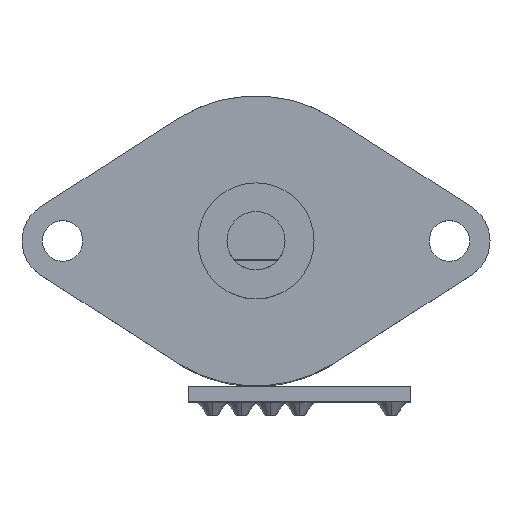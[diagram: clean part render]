
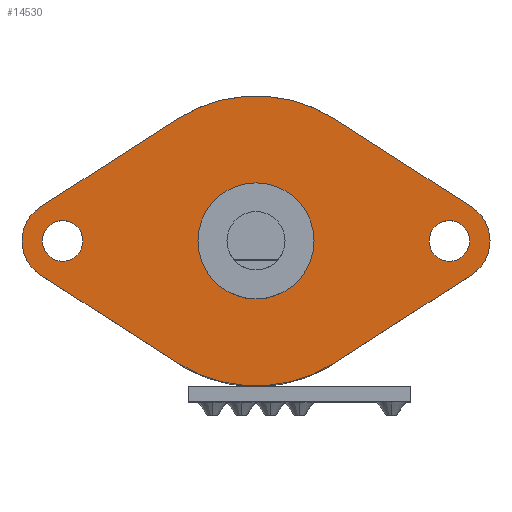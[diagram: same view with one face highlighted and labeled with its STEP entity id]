
A CAD part, top view. The second image highlights one B-rep face of the part: STEP entity #14530.
In plain terms, the highlighted planar face has unit normal (0, 0, 1).
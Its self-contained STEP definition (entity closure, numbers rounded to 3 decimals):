
#13 = CARTESIAN_POINT ( 'NONE',  ( 10., 0., 24. ) ) ;
#193 = EDGE_CURVE ( 'NONE', #14858, #7622, #6451, .T. ) ;
#198 = ORIENTED_EDGE ( 'NONE', *, *, #10933, .F. ) ;
#260 = CARTESIAN_POINT ( 'NONE',  ( -11.05, 0., 24. ) ) ;
#275 = EDGE_CURVE ( 'NONE', #504, #14858, #7650, .T. ) ;
#318 = CARTESIAN_POINT ( 'NONE',  ( 10., 0., 24. ) ) ;
#504 = VERTEX_POINT ( 'NONE', #10676 ) ;
#618 = DIRECTION ( 'NONE',  ( 1., 0., 0. ) ) ;
#745 = FACE_BOUND ( 'NONE', #13768, .T. ) ;
#877 = DIRECTION ( 'NONE',  ( 0., 0., 1. ) ) ;
#945 = DIRECTION ( 'NONE',  ( -1., 0., 0. ) ) ;
#997 = AXIS2_PLACEMENT_3D ( 'NONE', #12027, #13267, #945 ) ;
#1099 = DIRECTION ( 'NONE',  ( 0., 0., 1. ) ) ;
#1376 = VERTEX_POINT ( 'NONE', #7808 ) ;
#1570 = VERTEX_POINT ( 'NONE', #14675 ) ;
#1583 = DIRECTION ( 'NONE',  ( 0.842, -0.54, 0. ) ) ;
#1623 = CARTESIAN_POINT ( 'NONE',  ( -4.05, 6.312, 24. ) ) ;
#1699 = EDGE_LOOP ( 'NONE', ( #198, #13977 ) ) ;
#1906 = PLANE ( 'NONE',  #3770 ) ;
#1912 = EDGE_CURVE ( 'NONE', #7622, #1570, #8816, .T. ) ;
#1913 = ORIENTED_EDGE ( 'NONE', *, *, #12691, .F. ) ;
#1946 = DIRECTION ( 'NONE',  ( 0., 0., 1. ) ) ;
#1980 = CARTESIAN_POINT ( 'NONE',  ( -11.134, 1.767, 24. ) ) ;
#1987 = CARTESIAN_POINT ( 'NONE',  ( 0., 0., 24. ) ) ;
#2058 = VERTEX_POINT ( 'NONE', #6832 ) ;
#2308 = EDGE_LOOP ( 'NONE', ( #8343, #12386, #2895, #11665, #13514, #14776, #15112, #6713, #5241 ) ) ;
#2502 = AXIS2_PLACEMENT_3D ( 'NONE', #1987, #7016, #12960 ) ;
#2602 = AXIS2_PLACEMENT_3D ( 'NONE', #10359, #7987, #6683 ) ;
#2895 = ORIENTED_EDGE ( 'NONE', *, *, #7092, .T. ) ;
#3158 = DIRECTION ( 'NONE',  ( -1., 0., 0. ) ) ;
#3167 = CARTESIAN_POINT ( 'NONE',  ( -7.5, 0., 24. ) ) ;
#3270 = CARTESIAN_POINT ( 'NONE',  ( -10., 0., 24. ) ) ;
#3298 = DIRECTION ( 'NONE',  ( 0., 0., -1. ) ) ;
#3540 = CIRCLE ( 'NONE', #10049, 1.05 ) ;
#3770 = AXIS2_PLACEMENT_3D ( 'NONE', #3167, #13035, #618 ) ;
#3792 = CARTESIAN_POINT ( 'NONE',  ( -4.05, 6.312, 24. ) ) ;
#4001 = DIRECTION ( 'NONE',  ( 0., 0., 1. ) ) ;
#4050 = CARTESIAN_POINT ( 'NONE',  ( 3., 0., 24. ) ) ;
#4383 = LINE ( 'NONE', #1623, #11191 ) ;
#4625 = VERTEX_POINT ( 'NONE', #11316 ) ;
#4774 = CARTESIAN_POINT ( 'NONE',  ( 12.1, 0., 24. ) ) ;
#4786 = DIRECTION ( 'NONE',  ( 0.842, 0.54, 0. ) ) ;
#4901 = CARTESIAN_POINT ( 'NONE',  ( -10., 0., 24. ) ) ;
#5241 = ORIENTED_EDGE ( 'NONE', *, *, #6808, .T. ) ;
#5378 = FACE_BOUND ( 'NONE', #1699, .T. ) ;
#5503 = AXIS2_PLACEMENT_3D ( 'NONE', #13, #6002, #14804 ) ;
#5701 = VECTOR ( 'NONE', #4786, 1000. ) ;
#5894 = AXIS2_PLACEMENT_3D ( 'NONE', #318, #4001, #12692 ) ;
#5972 = CIRCLE ( 'NONE', #7858, 3. ) ;
#6002 = DIRECTION ( 'NONE',  ( 0., 0., 1. ) ) ;
#6118 = DIRECTION ( 'NONE',  ( 1., 0., 0. ) ) ;
#6298 = CIRCLE ( 'NONE', #9236, 1.05 ) ;
#6400 = CARTESIAN_POINT ( 'NONE',  ( 4.05, 6.312, 24. ) ) ;
#6451 = CIRCLE ( 'NONE', #5503, 2.1 ) ;
#6519 = CARTESIAN_POINT ( 'NONE',  ( -11.134, -1.767, 24. ) ) ;
#6610 = LINE ( 'NONE', #11333, #12042 ) ;
#6683 = DIRECTION ( 'NONE',  ( 1., 0., 0. ) ) ;
#6713 = ORIENTED_EDGE ( 'NONE', *, *, #1912, .T. ) ;
#6785 = VERTEX_POINT ( 'NONE', #15224 ) ;
#6808 = EDGE_CURVE ( 'NONE', #1570, #7784, #9955, .T. ) ;
#6832 = CARTESIAN_POINT ( 'NONE',  ( -4.05, -6.312, 24. ) ) ;
#7006 = DIRECTION ( 'NONE',  ( -1., 0., 0. ) ) ;
#7016 = DIRECTION ( 'NONE',  ( 0., 0., -1. ) ) ;
#7057 = CARTESIAN_POINT ( 'NONE',  ( 0., 0., 24. ) ) ;
#7092 = EDGE_CURVE ( 'NONE', #10209, #10044, #7249, .T. ) ;
#7140 = CARTESIAN_POINT ( 'NONE',  ( 11.05, 0., 24. ) ) ;
#7249 = CIRCLE ( 'NONE', #997, 2.1 ) ;
#7562 = AXIS2_PLACEMENT_3D ( 'NONE', #9399, #11898, #3158 ) ;
#7622 = VERTEX_POINT ( 'NONE', #4774 ) ;
#7650 = LINE ( 'NONE', #10980, #5701 ) ;
#7693 = DIRECTION ( 'NONE',  ( -0.842, -0.54, 0. ) ) ;
#7784 = VERTEX_POINT ( 'NONE', #14208 ) ;
#7808 = CARTESIAN_POINT ( 'NONE',  ( -8.95, 0., 24. ) ) ;
#7858 = AXIS2_PLACEMENT_3D ( 'NONE', #12867, #7948, #11520 ) ;
#7872 = CARTESIAN_POINT ( 'NONE',  ( 11.134, -1.767, 24. ) ) ;
#7948 = DIRECTION ( 'NONE',  ( 0., 0., -1. ) ) ;
#7987 = DIRECTION ( 'NONE',  ( 0., 0., 1. ) ) ;
#8084 = FACE_BOUND ( 'NONE', #9129, .T. ) ;
#8115 = ORIENTED_EDGE ( 'NONE', *, *, #9568, .T. ) ;
#8174 = ORIENTED_EDGE ( 'NONE', *, *, #11725, .T. ) ;
#8265 = DIRECTION ( 'NONE',  ( 1., 0., 0. ) ) ;
#8343 = ORIENTED_EDGE ( 'NONE', *, *, #9739, .F. ) ;
#8344 = CIRCLE ( 'NONE', #2602, 1.05 ) ;
#8816 = CIRCLE ( 'NONE', #5894, 2.1 ) ;
#8990 = EDGE_CURVE ( 'NONE', #504, #2058, #14738, .T. ) ;
#9129 = EDGE_LOOP ( 'NONE', ( #8115, #8174 ) ) ;
#9236 = AXIS2_PLACEMENT_3D ( 'NONE', #4901, #1099, #6118 ) ;
#9302 = AXIS2_PLACEMENT_3D ( 'NONE', #7057, #3298, #7006 ) ;
#9341 = CARTESIAN_POINT ( 'NONE',  ( 10., 0., 24. ) ) ;
#9399 = CARTESIAN_POINT ( 'NONE',  ( 0., 0., 24. ) ) ;
#9568 = EDGE_CURVE ( 'NONE', #6785, #12929, #5972, .T. ) ;
#9739 = EDGE_CURVE ( 'NONE', #9916, #7784, #15470, .T. ) ;
#9808 = EDGE_CURVE ( 'NONE', #10732, #1376, #13336, .T. ) ;
#9916 = VERTEX_POINT ( 'NONE', #3792 ) ;
#9955 = LINE ( 'NONE', #6400, #10919 ) ;
#10044 = VERTEX_POINT ( 'NONE', #6519 ) ;
#10049 = AXIS2_PLACEMENT_3D ( 'NONE', #9341, #1946, #10579 ) ;
#10169 = DIRECTION ( 'NONE',  ( -0.842, 0.54, 0. ) ) ;
#10209 = VERTEX_POINT ( 'NONE', #1980 ) ;
#10359 = CARTESIAN_POINT ( 'NONE',  ( 10., 0., 24. ) ) ;
#10579 = DIRECTION ( 'NONE',  ( 1., 0., 0. ) ) ;
#10676 = CARTESIAN_POINT ( 'NONE',  ( 4.05, -6.312, 24. ) ) ;
#10732 = VERTEX_POINT ( 'NONE', #260 ) ;
#10919 = VECTOR ( 'NONE', #10169, 1000. ) ;
#10933 = EDGE_CURVE ( 'NONE', #1376, #10732, #6298, .T. ) ;
#10980 = CARTESIAN_POINT ( 'NONE',  ( 11.134, -1.767, 24. ) ) ;
#11191 = VECTOR ( 'NONE', #7693, 1000. ) ;
#11275 = CIRCLE ( 'NONE', #2502, 3. ) ;
#11316 = CARTESIAN_POINT ( 'NONE',  ( 8.95, 0., 24. ) ) ;
#11333 = CARTESIAN_POINT ( 'NONE',  ( -4.05, -6.312, 24. ) ) ;
#11520 = DIRECTION ( 'NONE',  ( -1., 0., 0. ) ) ;
#11665 = ORIENTED_EDGE ( 'NONE', *, *, #12080, .T. ) ;
#11725 = EDGE_CURVE ( 'NONE', #12929, #6785, #11275, .T. ) ;
#11898 = DIRECTION ( 'NONE',  ( 0., 0., -1. ) ) ;
#11973 = FACE_OUTER_BOUND ( 'NONE', #2308, .T. ) ;
#12027 = CARTESIAN_POINT ( 'NONE',  ( -10., 0., 24. ) ) ;
#12042 = VECTOR ( 'NONE', #1583, 1000. ) ;
#12080 = EDGE_CURVE ( 'NONE', #10044, #2058, #6610, .T. ) ;
#12378 = VERTEX_POINT ( 'NONE', #7140 ) ;
#12386 = ORIENTED_EDGE ( 'NONE', *, *, #14433, .T. ) ;
#12531 = AXIS2_PLACEMENT_3D ( 'NONE', #3270, #877, #8265 ) ;
#12691 = EDGE_CURVE ( 'NONE', #12378, #4625, #8344, .T. ) ;
#12692 = DIRECTION ( 'NONE',  ( -1., 0., 0. ) ) ;
#12867 = CARTESIAN_POINT ( 'NONE',  ( 0., 0., 24. ) ) ;
#12929 = VERTEX_POINT ( 'NONE', #4050 ) ;
#12960 = DIRECTION ( 'NONE',  ( -1., 0., 0. ) ) ;
#13035 = DIRECTION ( 'NONE',  ( 0., 0., 1. ) ) ;
#13267 = DIRECTION ( 'NONE',  ( 0., 0., 1. ) ) ;
#13336 = CIRCLE ( 'NONE', #12531, 1.05 ) ;
#13514 = ORIENTED_EDGE ( 'NONE', *, *, #8990, .F. ) ;
#13591 = ORIENTED_EDGE ( 'NONE', *, *, #15786, .F. ) ;
#13768 = EDGE_LOOP ( 'NONE', ( #1913, #13591 ) ) ;
#13977 = ORIENTED_EDGE ( 'NONE', *, *, #9808, .F. ) ;
#14208 = CARTESIAN_POINT ( 'NONE',  ( 4.05, 6.312, 24. ) ) ;
#14433 = EDGE_CURVE ( 'NONE', #9916, #10209, #4383, .T. ) ;
#14530 = ADVANCED_FACE ( 'NONE', ( #8084, #11973, #745, #5378 ), #1906, .T. ) ;
#14675 = CARTESIAN_POINT ( 'NONE',  ( 11.134, 1.767, 24. ) ) ;
#14738 = CIRCLE ( 'NONE', #9302, 7.5 ) ;
#14776 = ORIENTED_EDGE ( 'NONE', *, *, #275, .T. ) ;
#14804 = DIRECTION ( 'NONE',  ( -1., 0., 0. ) ) ;
#14858 = VERTEX_POINT ( 'NONE', #7872 ) ;
#15112 = ORIENTED_EDGE ( 'NONE', *, *, #193, .T. ) ;
#15224 = CARTESIAN_POINT ( 'NONE',  ( -3., 0., 24. ) ) ;
#15470 = CIRCLE ( 'NONE', #7562, 7.5 ) ;
#15786 = EDGE_CURVE ( 'NONE', #4625, #12378, #3540, .T. ) ;
